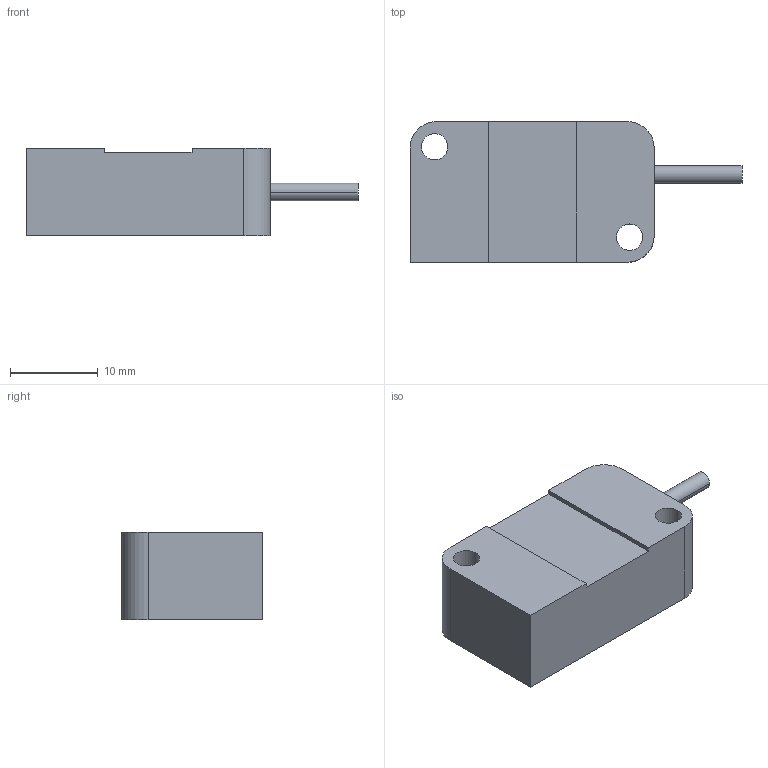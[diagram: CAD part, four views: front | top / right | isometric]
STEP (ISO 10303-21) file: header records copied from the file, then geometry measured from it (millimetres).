
FILE_DESCRIPTION((''),'2;1');
FILE_NAME('PRT0001_SW0001','2012-03-01T',('dhelisch'),(''),'PRO/ENGINEER BY PARAMETRIC TECHNOLOGY CORPORATION, 2007250','PRO/ENGINEER BY PARAMETRIC TECHNOLOGY CORPORATION, 2007250','');
FILE_SCHEMA(('CONFIG_CONTROL_DESIGN'));
Length unit declared in the file: millimetre
Products named in the file (1): PRT0001_SW0001
Bounding box: 37.8 x 16 x 10 mm (x, y, z)
Surface area: 1944.4 mm2 (no closed solid volume)
Topology: 0 solids, 1 shells, 20 faces, 102 edges, 136 vertices
Faces by surface type: plane 11, cylinder 9
Entity records: 1340 total; most frequent: DIRECTION 178, CARTESIAN_POINT 157, ORIENTED_EDGE 102, COLOUR_RGB 77, PRESENTATION_STYLE_ASSIGNMENT 72, STYLED_ITEM 72, VECTOR 68, LINE 68
